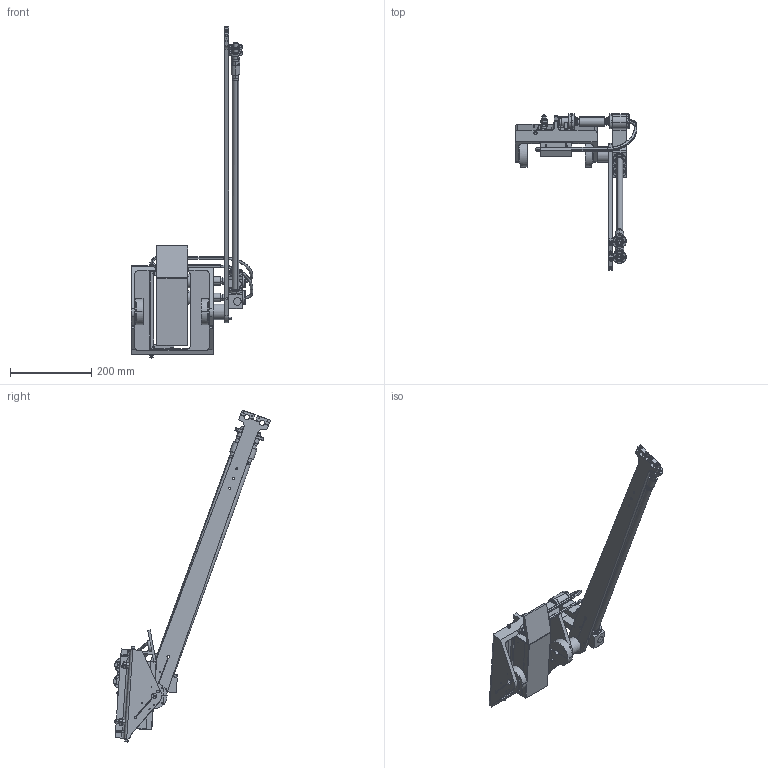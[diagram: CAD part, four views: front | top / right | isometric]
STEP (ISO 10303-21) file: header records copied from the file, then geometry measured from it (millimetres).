
FILE_DESCRIPTION(('OneSpaceDesigner STEP Export'),'2;1');
FILE_NAME('26B099.stp','2004-01-28T10:03:04',(''),(''),'OneSpace Designer STEP processor (Jan. 2003) for AP214(CD)(Solid Model)','OneSpace Designer 12.00 10-Sep-2003 (C) CoCreate Software GmbH','');
FILE_SCHEMA(('AUTOMOTIVE_DESIGN_CC2 {1 2 10303 214 -1 1 5 1}'));
Length unit declared in the file: millimetre
Products named in the file (60): GRATING_BODY; GRATING_FACE; grating_fitting; plug; GRATING_FITTING_WELDMENT.2; MONO_GRATING_FROM_PAT; FLANGED_TEFLON_TUBE; MINI_CFF_GASKET; GRAT_FT_BELLOWS_NON_ROT_MINI_FLANGE; GRATING_COOLANT_FEEDTHRU_BELLOWS; MINI_OUTER_FLANGE_RING; CUSTOM_CORE_MINI_CFF; CUSTOM_MINI_CFF_ASSY; GRATING_FEEDTHRU_BELLOWS_WELDMENT; GRAT_MASK_COOLANT_FEEDTHRU_S_ASSY_W_BELLOWS; GRATING_CRADLE_ADJUSTING_SCREW; MINI_iCFF1.1; GRATING_MASK_COOLANT_TUBING; MINI_CFF1_CORE; GRATING_MASK_COOLING_LINE_ASSY; MONO_GRATING_MASK; GRATING_MASK_BRAZE_SUB-ASSEMBLY; OPTIC_V_MOUNT_FOOT; OPTIC_ADJUSTER_BODY; OPTIC_ADJUSTER_NUT; OPTIC_ADJUSTER_THDD_ROD6_32; OPTIC_MOUNT_SPRING; ADJUSTER_SHIM.005THK; GRATING_MOUNTING_HDWE_SET_ASSY; GRATING_MOUNTING_HDWE_SET_ASSY.1; GRATING_MOUNTING_HDWE_SET_ASSY.2; CRADLE_STAND_SLEEVE_L_AMPCO18; MASK_SCREW2; MASK_SETSCREW1; SIGNBAR_TAPER_PIN.2; GRATING_CRADLE_PIVOT; GRATING_CRADLE_MOD_7_15_03; GRATING_SINE_BAR_FROM_TROY; GRATING_CRADLE_AND_PIVOT_STUB_REAM_ASSY; GRATING_MANIFOLD_AIRPLUG.1 ...
Assembly tree (99 placements, depth 6):
  GRATING_SYSTEM_ASSY.1
    GRATING_FEEDTHRU_ASSY
      TEFLON_TUBE_SUPPLY_7-16x.065
      OPTIC_COOLANT_AIR_GUARD_TUBE_GS_WELDMENT
        VAC_TUBE_JUMPER
        CFF_MINI_FOR_3-8_TUBE
        VAC_TUBE_BODY
        VAC_TUBE_BELLOWS
        FLANGE_ROTATABLE_CFF_MINI_ASSY
          FLANGE_HUB_ROT_CFF_MINI
          FLANGE_ROT_CFF_MINI
      OPTIC_COOLANT_AIR_GUARD_TUBE_GR_WELDMENT
        FLANGE_HUB_ROT_CFF_MINI
        FLANGE_ROT_CFF_MINI
        VAC_TUBE_BELLOWS
        VAC_TUBE_JUMPER
        CFF_MINI_FOR_3-8_TUBE
        VAC_TUBE_RETURN
      TEFLON_TUBE_RETURN_7-16x.065
    GRATING_CRADLE_SUB_ASSY
      GRATING_SINEBAR_ASSY
        GRATING_SINEBAR_FLEX_CLAMP  x2
      GRATING_MASK_COOL_MAN_BLOCK_ASSY
        SMALL_GRATING_MANIFOLD_PLUG  x2
        GRATING_MANIFOLD_AIRPLUG.1  x2
        GRATING-MASK_COOLING_MANIFOLD_BLOCK
      SIGNBAR_TAPER_PIN.2  x4
      GRATING_CRADLE_AND_PIVOT_STUB_REAM_ASSY
        GRATING_SINE_BAR_FROM_TROY
        GRATING_CRADLE_MOD_7_15_03
        GRATING_CRADLE_PIVOT
      CRADLE_STAND_SLEEVE_L_AMPCO18  x2
      GRAT_MASK_COOLANT_FEEDTHRU_S_ASSY_W_BELLOWS  x2
        GRATING_FEEDTHRU_BELLOWS_WELDMENT
          CUSTOM_MINI_CFF_ASSY
            CUSTOM_CORE_MINI_CFF
            MINI_OUTER_FLANGE_RING
          GRATING_COOLANT_FEEDTHRU_BELLOWS
          GRAT_FT_BELLOWS_NON_ROT_MINI_FLANGE
        MINI_CFF_GASKET
        FLANGED_TEFLON_TUBE
      MASK_SETSCREW1  x2
      MASK_SCREW2  x2
      GRATING_CRADLE_ADJUSTING_SCREW  x2
      GRATING_MOUNTING_HDWE_SET_ASSY.2
        ADJUSTER_SHIM.005THK  x4
        OPTIC_MOUNT_SPRING
        OPTIC_ADJUSTER_THDD_ROD6_32
        OPTIC_ADJUSTER_NUT
        OPTIC_ADJUSTER_BODY
        OPTIC_V_MOUNT_FOOT
      GRATING_MOUNTING_HDWE_SET_ASSY.1
        ADJUSTER_SHIM.005THK  x4
        OPTIC_MOUNT_SPRING
        OPTIC_ADJUSTER_THDD_ROD6_32
        OPTIC_ADJUSTER_NUT
        OPTIC_ADJUSTER_BODY
        OPTIC_V_MOUNT_FOOT
      GRATING_MOUNTING_HDWE_SET_ASSY
        ADJUSTER_SHIM.005THK  x4
Bounding box: 299.76 x 385.51 x 815.9 mm (x, y, z)
Volume: 2300322.1 mm3; surface area: 803662.1 mm2
Topology: 87 solids, 87 shells, 2319 faces, 5936 edges, 3888 vertices
Faces by surface type: cylinder 1296, plane 618, cone 298, torus 73, bspline 28, sphere 6
Entity records: 68965 total; most frequent: CARTESIAN_POINT 32871, ORIENTED_EDGE 8160, DIRECTION 5779, EDGE_CURVE 4080, VERTEX_POINT 2691, AXIS2_PLACEMENT_3D 2066, EDGE_LOOP 1993, VECTOR 1647
